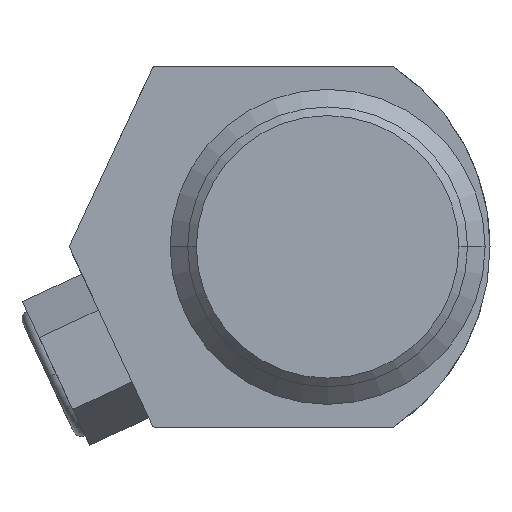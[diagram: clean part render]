
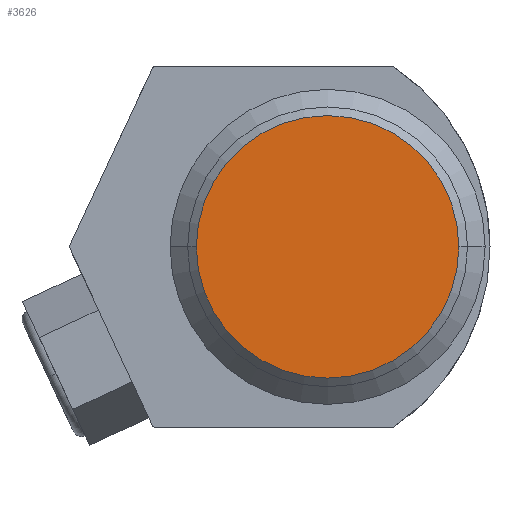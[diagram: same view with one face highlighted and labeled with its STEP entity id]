
A CAD part, left-side view. The second image highlights one B-rep face of the part: STEP entity #3626.
In plain terms, the highlighted planar face has unit normal (-1, 0, 0).
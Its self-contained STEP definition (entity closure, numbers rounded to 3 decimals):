
#1791=CARTESIAN_POINT('',(-44.145,-4.75,0.));
#1792=DIRECTION('',(-1.,0.,0.));
#1793=DIRECTION('',(0.,1.,0.));
#1794=AXIS2_PLACEMENT_3D('',#1791,#1792,#1793);
#1821=CARTESIAN_POINT('',(-44.145,-4.75,0.));
#1822=DIRECTION('',(1.,0.,0.));
#1823=DIRECTION('',(0.,1.,0.));
#1824=AXIS2_PLACEMENT_3D('',#1821,#1822,#1823);
#2019=CARTESIAN_POINT('',(-44.145,6.807,0.));
#2020=CARTESIAN_POINT('',(-44.145,-16.307,0.));
#2021=VERTEX_POINT('',#2019);
#2022=VERTEX_POINT('',#2020);
#3616=CARTESIAN_POINT('',(-44.145,0.,0.));
#3617=DIRECTION('',(1.,0.,0.));
#3618=DIRECTION('',(0.,0.,-1.));
#3619=AXIS2_PLACEMENT_3D('',#3616,#3617,#3618);
#3620=PLANE('',#3619);
#3621=ORIENTED_EDGE('',*,*,#3606,.F.);
#3623=ORIENTED_EDGE('',*,*,#3622,.T.);
#3624=EDGE_LOOP('',(#3621,#3623));
#3625=FACE_OUTER_BOUND('',#3624,.F.);
#1795=CIRCLE('',#1794,11.557);
#1825=CIRCLE('',#1824,11.557);
#3606=EDGE_CURVE('',#2021,#2022,#1795,.T.);
#3622=EDGE_CURVE('',#2021,#2022,#1825,.T.);
#3626=ADVANCED_FACE('',(#3625),#3620,.F.);
